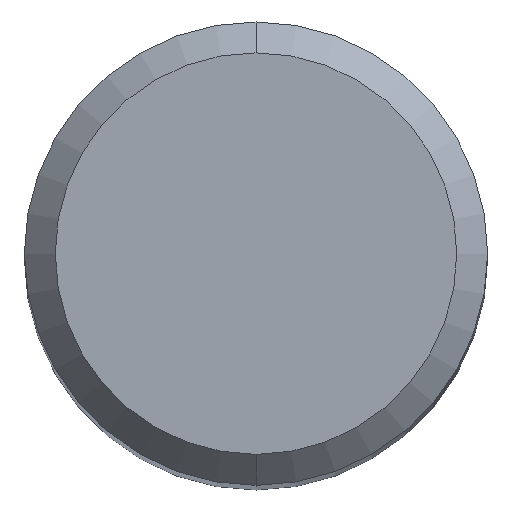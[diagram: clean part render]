
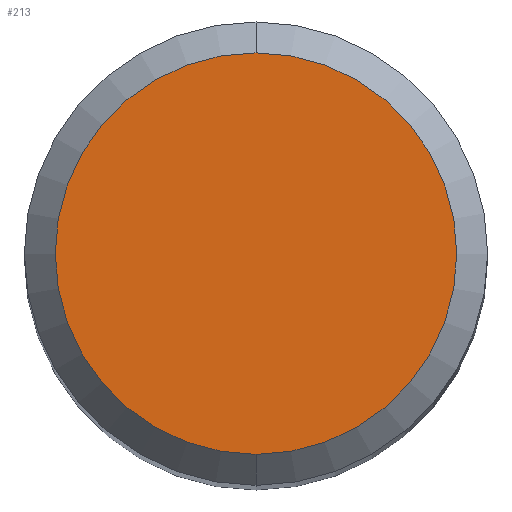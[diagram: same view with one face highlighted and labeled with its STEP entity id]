
A CAD part, top view. The second image highlights one B-rep face of the part: STEP entity #213.
In plain terms, the highlighted planar face has unit normal (0, 0, 1).
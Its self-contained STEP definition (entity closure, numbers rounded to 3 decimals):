
#213=ADVANCED_FACE('',(#518),#519,.T.);
#247=EDGE_CURVE('',#333,#261,#558,.T.);
#261=VERTEX_POINT('',#573);
#333=VERTEX_POINT('',#655);
#371=EDGE_CURVE('',#261,#333,#694,.T.);
#518=FACE_OUTER_BOUND('',#872,.T.);
#519=PLANE('',#873);
#558=CIRCLE('',#941,2.6);
#573=CARTESIAN_POINT('',(0.0,2.6,0.0));
#655=CARTESIAN_POINT('',(0.,-2.6,0.0));
#694=CIRCLE('',#1227,2.6);
#872=EDGE_LOOP('',(#1482,#1483));
#873=AXIS2_PLACEMENT_3D('',#1484,#1485,#1486);
#941=AXIS2_PLACEMENT_3D('',#1546,#1547,#1548);
#1227=AXIS2_PLACEMENT_3D('',#1680,#1681,#1682);
#1482=ORIENTED_EDGE('',*,*,#371,.F.);
#1483=ORIENTED_EDGE('',*,*,#247,.F.);
#1484=CARTESIAN_POINT('',(0.0,1.3,0.0));
#1485=DIRECTION('',(-0.0,0.0,1.0));
#1486=DIRECTION('',(0.0,-1.0,0.0));
#1546=CARTESIAN_POINT('',(0.0,0.0,0.0));
#1547=DIRECTION('',(0.0,0.0,-1.0));
#1548=DIRECTION('',(0.0,1.0,0.0));
#1680=CARTESIAN_POINT('',(0.0,0.0,0.0));
#1681=DIRECTION('',(0.0,0.0,-1.0));
#1682=DIRECTION('',(0.0,1.0,0.0));
